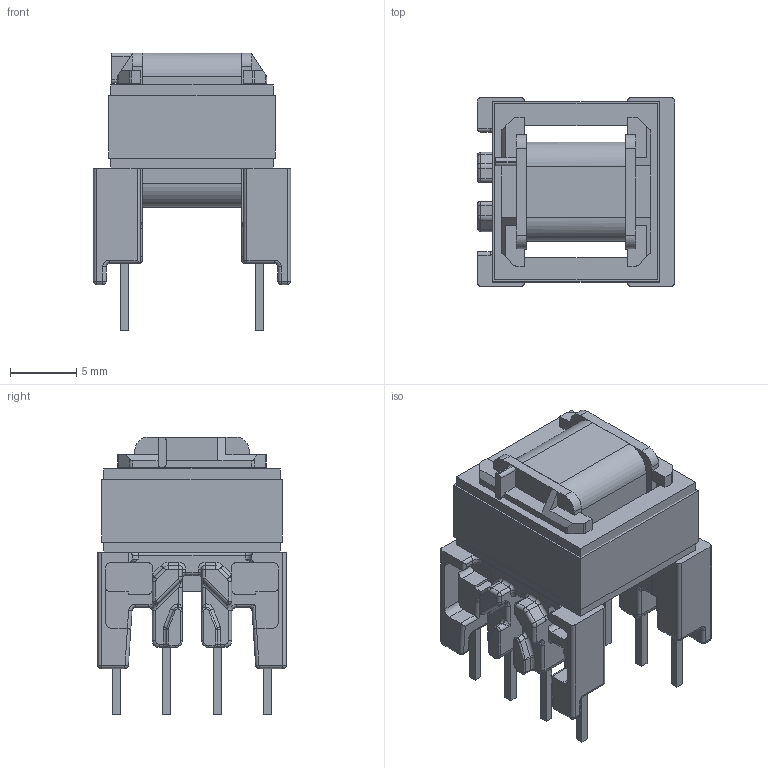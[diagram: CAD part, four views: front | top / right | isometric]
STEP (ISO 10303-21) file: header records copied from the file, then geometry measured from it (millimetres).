
FILE_DESCRIPTION(/* description */ ('Unknown'),/* implementation_level */ '2;1');
FILE_NAME(/* name */ 'T_Wurth_WE-OLSTM-EE13_7_6_7508110351',/* time_stamp */ '2025-10-20T15:11:08+08:00',/* author */ ('Unknown'),/* organization */ ('Unknown'),/* preprocessor_version */ 'ST-DEVELOPER v19.4',/* originating_system */ 'Solid Edge',/* authorisation */ 'Unknown');
FILE_SCHEMA (('AUTOMOTIVE_DESIGN {1 0 10303 214 3 1 1}'));
Length unit declared in the file: millimetre
Products named in the file (2): T_Wurth_WE-OLSTM-EE13_7_6_7508110351
Assembly tree (1 placements, depth 2):
  T_Wurth_WE-OLSTM-EE13_7_6_7508110351
    T_Wurth_WE-OLSTM-EE13_7_6_7508110351
Bounding box: 14.91 x 14.25 x 21.01 mm (x, y, z)
Volume: 1643.4 mm3; surface area: 2519.9 mm2
Topology: 1 solids, 1 shells, 677 faces, 1703 edges, 991 vertices
Faces by surface type: cylinder 268, plane 251, torus 97, sphere 33, bspline 28
Entity records: 25336 total; most frequent: CARTESIAN_POINT 4657, DIRECTION 3392, ORIENTED_EDGE 3326, EDGE_CURVE 1663, AXIS2_PLACEMENT_3D 1210, VERTEX_POINT 991, LINE 972, VECTOR 972
